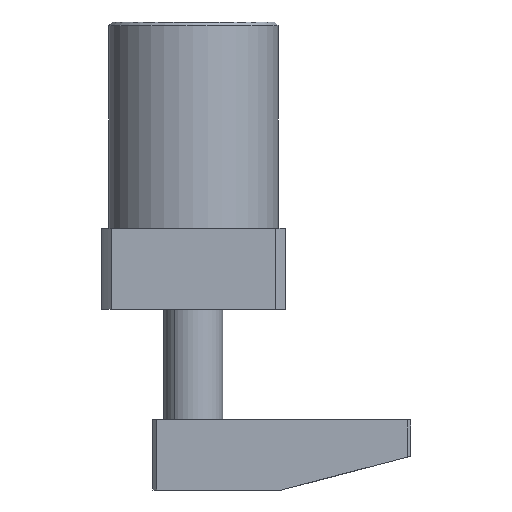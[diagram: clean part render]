
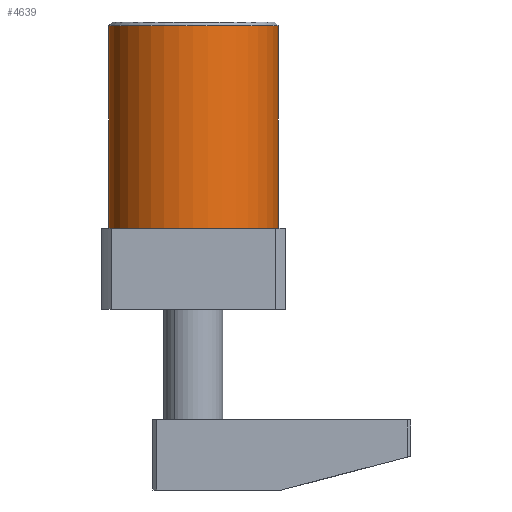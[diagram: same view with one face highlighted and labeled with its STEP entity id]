
A CAD part, front view. The second image highlights one B-rep face of the part: STEP entity #4639.
In plain terms, the highlighted cylindrical face has radius 23 mm (diameter 46 mm), a partial arc.
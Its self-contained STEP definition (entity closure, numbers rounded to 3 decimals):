
#122 = DIRECTION ( 'NONE',  ( -1., 0., 0. ) ) ;
#129 = DIRECTION ( 'NONE',  ( 0., 0., -1. ) ) ;
#131 = CARTESIAN_POINT ( 'NONE',  ( 0., 0., 78. ) ) ;
#324 = DIRECTION ( 'NONE',  ( 1., 0., 0. ) ) ;
#325 = DIRECTION ( 'NONE',  ( 0., 0., -1. ) ) ;
#326 = CARTESIAN_POINT ( 'NONE',  ( 0., 0., 77. ) ) ;
#553 = DIRECTION ( 'NONE',  ( 0., 0., -1. ) ) ;
#569 = CARTESIAN_POINT ( 'NONE',  ( 23., 0., 78. ) ) ;
#1130 = DIRECTION ( 'NONE',  ( 0., 0., -1. ) ) ;
#1131 = CARTESIAN_POINT ( 'NONE',  ( -23., 0., 78. ) ) ;
#1738 = EDGE_CURVE ( 'NONE', #2544, #2556, #5081, .T. ) ;
#1798 = EDGE_CURVE ( 'NONE', #2544, #2426, #4985, .T. ) ;
#1893 = EDGE_CURVE ( 'NONE', #2426, #2463, #2927, .T. ) ;
#1991 = AXIS2_PLACEMENT_3D ( 'NONE', #326, #325, #324 ) ;
#2029 = AXIS2_PLACEMENT_3D ( 'NONE', #4385, #4361, #4356 ) ;
#2065 = EDGE_CURVE ( 'NONE', #2463, #2556, #2898, .T. ) ;
#2426 = VERTEX_POINT ( 'NONE', #4345 ) ;
#2463 = VERTEX_POINT ( 'NONE', #4413 ) ;
#2544 = VERTEX_POINT ( 'NONE', #4311 ) ;
#2556 = VERTEX_POINT ( 'NONE', #4305 ) ;
#2898 = CIRCLE ( 'NONE', #2029, 23. ) ;
#2923 = VECTOR ( 'NONE', #1130, 1000. ) ;
#2927 = LINE ( 'NONE', #1131, #2923 ) ;
#3166 = ORIENTED_EDGE ( 'NONE', *, *, #2065, .T. ) ;
#3167 = ORIENTED_EDGE ( 'NONE', *, *, #1893, .T. ) ;
#3168 = ORIENTED_EDGE ( 'NONE', *, *, #1798, .T. ) ;
#3169 = ORIENTED_EDGE ( 'NONE', *, *, #1738, .F. ) ;
#3993 = EDGE_LOOP ( 'NONE', ( #3169, #3168, #3167, #3166 ) ) ;
#4151 = FACE_OUTER_BOUND ( 'NONE', #3993, .T. ) ;
#4305 = CARTESIAN_POINT ( 'NONE',  ( 23., 0., 22. ) ) ;
#4311 = CARTESIAN_POINT ( 'NONE',  ( 23., 0., 77. ) ) ;
#4345 = CARTESIAN_POINT ( 'NONE',  ( -23., 0., 77. ) ) ;
#4356 = DIRECTION ( 'NONE',  ( 1., 0., 0. ) ) ;
#4361 = DIRECTION ( 'NONE',  ( 0., 0., 1. ) ) ;
#4385 = CARTESIAN_POINT ( 'NONE',  ( 0., 0., 22. ) ) ;
#4413 = CARTESIAN_POINT ( 'NONE',  ( -23., 0., 22. ) ) ;
#4639 = ADVANCED_FACE ( 'NONE', ( #4151 ), #5584, .T. ) ;
#4985 = CIRCLE ( 'NONE', #1991, 23. ) ;
#5072 = VECTOR ( 'NONE', #553, 1000. ) ;
#5081 = LINE ( 'NONE', #569, #5072 ) ;
#5584 = CYLINDRICAL_SURFACE ( 'NONE', #5734, 23. ) ;
#5734 = AXIS2_PLACEMENT_3D ( 'NONE', #131, #129, #122 ) ;
